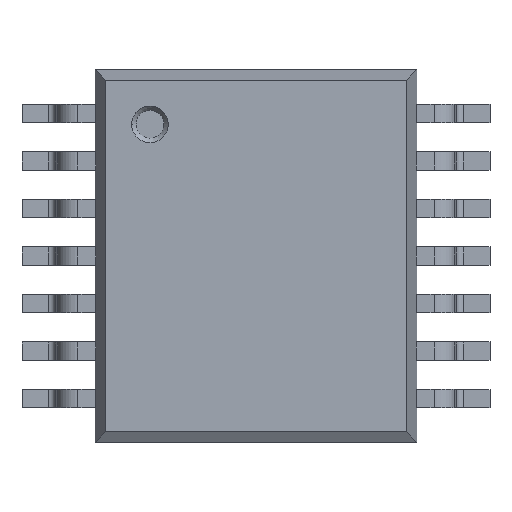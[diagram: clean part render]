
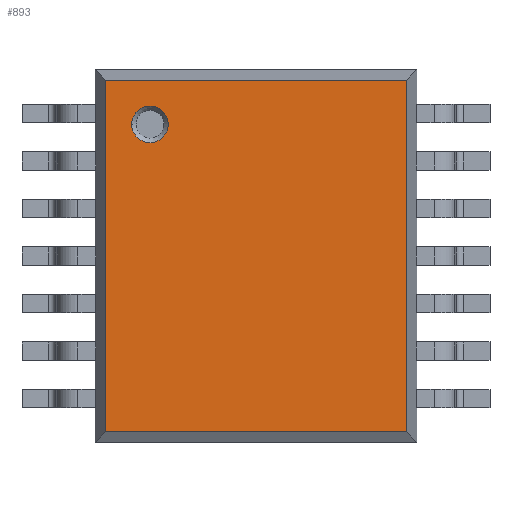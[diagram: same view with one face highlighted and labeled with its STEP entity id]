
A CAD part, top view. The second image highlights one B-rep face of the part: STEP entity #893.
In plain terms, the highlighted planar face has unit normal (0, 0, 1).
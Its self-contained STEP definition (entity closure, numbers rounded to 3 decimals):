
#187 = CIRCLE ( 'NONE', #4468, 0.25 ) ;
#342 = DIRECTION ( 'NONE',  ( 1., 0., 0. ) ) ;
#593 = ORIENTED_EDGE ( 'NONE', *, *, #5237, .T. ) ;
#637 = CARTESIAN_POINT ( 'NONE',  ( -1.2, 1.8, 1.2 ) ) ;
#874 = CARTESIAN_POINT ( 'NONE',  ( 0., 0., 1.2 ) ) ;
#893 = ADVANCED_FACE ( 'NONE', ( #4429, #6548 ), #5406, .T. ) ;
#912 = VECTOR ( 'NONE', #342, 1000. ) ;
#1072 = CARTESIAN_POINT ( 'NONE',  ( -1.45, 1.8, 1.2 ) ) ;
#1380 = DIRECTION ( 'NONE',  ( 0., 0., 1. ) ) ;
#1436 = VECTOR ( 'NONE', #6224, 1000. ) ;
#1692 = EDGE_CURVE ( 'NONE', #2584, #2927, #4294, .T. ) ;
#1859 = DIRECTION ( 'NONE',  ( 0., -1., 0. ) ) ;
#1876 = CARTESIAN_POINT ( 'NONE',  ( -2.2, -2.403, 1.2 ) ) ;
#1892 = VECTOR ( 'NONE', #1859, 1000. ) ;
#2240 = CARTESIAN_POINT ( 'NONE',  ( 2.053, 2.403, 1.2 ) ) ;
#2376 = CARTESIAN_POINT ( 'NONE',  ( -1.45, 1.8, 1.2 ) ) ;
#2568 = DIRECTION ( 'NONE',  ( 1., 0., 0. ) ) ;
#2584 = VERTEX_POINT ( 'NONE', #2240 ) ;
#2659 = DIRECTION ( 'NONE',  ( 0., 0., 1. ) ) ;
#2707 = CARTESIAN_POINT ( 'NONE',  ( -2.053, 2.403, 1.2 ) ) ;
#2766 = DIRECTION ( 'NONE',  ( -1., 0., 0. ) ) ;
#2783 = EDGE_CURVE ( 'NONE', #4442, #2584, #5680, .T. ) ;
#2822 = ORIENTED_EDGE ( 'NONE', *, *, #6394, .F. ) ;
#2898 = CARTESIAN_POINT ( 'NONE',  ( -2.2, 2.403, 1.2 ) ) ;
#2911 = LINE ( 'NONE', #3476, #1892 ) ;
#2927 = VERTEX_POINT ( 'NONE', #2707 ) ;
#2930 = DIRECTION ( 'NONE',  ( 1., 0., 0. ) ) ;
#3002 = DIRECTION ( 'NONE',  ( 0., 0., 1. ) ) ;
#3207 = EDGE_LOOP ( 'NONE', ( #2822, #5058 ) ) ;
#3476 = CARTESIAN_POINT ( 'NONE',  ( -2.053, 2.55, 1.2 ) ) ;
#3494 = CARTESIAN_POINT ( 'NONE',  ( -1.7, 1.8, 1.2 ) ) ;
#3600 = ORIENTED_EDGE ( 'NONE', *, *, #2783, .T. ) ;
#4117 = VERTEX_POINT ( 'NONE', #3494 ) ;
#4235 = CARTESIAN_POINT ( 'NONE',  ( -2.053, -2.403, 1.2 ) ) ;
#4294 = LINE ( 'NONE', #2898, #6344 ) ;
#4429 = FACE_BOUND ( 'NONE', #3207, .T. ) ;
#4442 = VERTEX_POINT ( 'NONE', #5558 ) ;
#4457 = LINE ( 'NONE', #1876, #912 ) ;
#4468 = AXIS2_PLACEMENT_3D ( 'NONE', #1072, #2659, #5662 ) ;
#4791 = EDGE_CURVE ( 'NONE', #2927, #5807, #2911, .T. ) ;
#5058 = ORIENTED_EDGE ( 'NONE', *, *, #5581, .F. ) ;
#5075 = CARTESIAN_POINT ( 'NONE',  ( 2.053, 2.55, 1.2 ) ) ;
#5237 = EDGE_CURVE ( 'NONE', #5807, #4442, #4457, .T. ) ;
#5406 = PLANE ( 'NONE',  #5690 ) ;
#5465 = ORIENTED_EDGE ( 'NONE', *, *, #1692, .T. ) ;
#5526 = EDGE_LOOP ( 'NONE', ( #5919, #593, #3600, #5465 ) ) ;
#5558 = CARTESIAN_POINT ( 'NONE',  ( 2.053, -2.403, 1.2 ) ) ;
#5581 = EDGE_CURVE ( 'NONE', #4117, #6378, #5963, .T. ) ;
#5636 = AXIS2_PLACEMENT_3D ( 'NONE', #2376, #3002, #2568 ) ;
#5662 = DIRECTION ( 'NONE',  ( 1., 0., 0. ) ) ;
#5680 = LINE ( 'NONE', #5075, #1436 ) ;
#5690 = AXIS2_PLACEMENT_3D ( 'NONE', #874, #1380, #2930 ) ;
#5807 = VERTEX_POINT ( 'NONE', #4235 ) ;
#5919 = ORIENTED_EDGE ( 'NONE', *, *, #4791, .T. ) ;
#5963 = CIRCLE ( 'NONE', #5636, 0.25 ) ;
#6224 = DIRECTION ( 'NONE',  ( 0., 1., 0. ) ) ;
#6344 = VECTOR ( 'NONE', #2766, 1000. ) ;
#6378 = VERTEX_POINT ( 'NONE', #637 ) ;
#6394 = EDGE_CURVE ( 'NONE', #6378, #4117, #187, .T. ) ;
#6548 = FACE_OUTER_BOUND ( 'NONE', #5526, .T. ) ;
